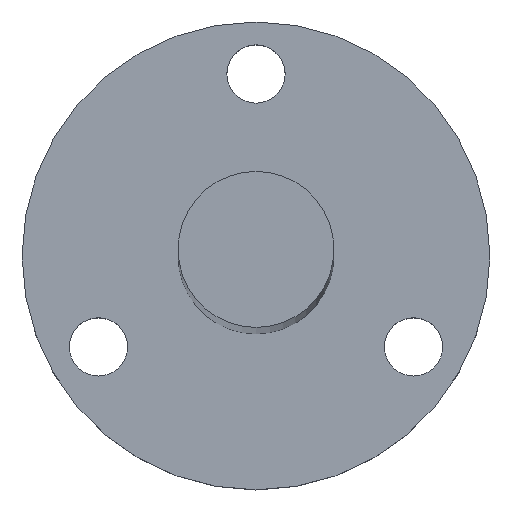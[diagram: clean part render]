
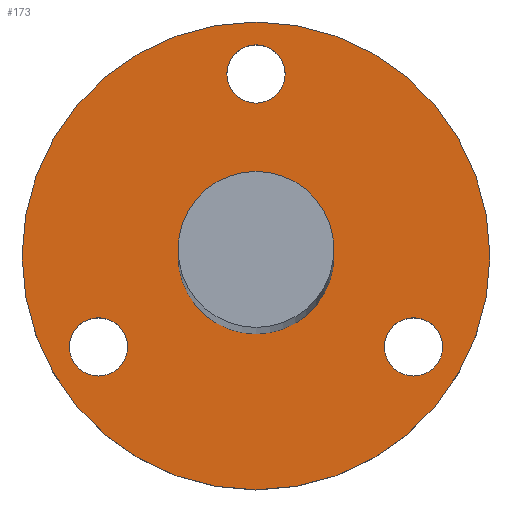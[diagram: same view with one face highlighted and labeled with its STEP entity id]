
A CAD part, top view. The second image highlights one B-rep face of the part: STEP entity #173.
In plain terms, the highlighted face is planar.
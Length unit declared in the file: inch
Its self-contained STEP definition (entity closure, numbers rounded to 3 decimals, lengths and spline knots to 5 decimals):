
#28=PLANE($,#205);
#41=FACE_BOUND($,#81,.T.);
#42=FACE_BOUND($,#82,.T.);
#43=FACE_BOUND($,#83,.T.);
#44=FACE_BOUND($,#84,.T.);
#56=FACE_OUTER_BOUND($,#80,.T.);
#80=EDGE_LOOP($,(#150));
#81=EDGE_LOOP($,(#151));
#82=EDGE_LOOP($,(#152));
#83=EDGE_LOOP($,(#153));
#84=EDGE_LOOP($,(#154));
#89=CIRCLE($,#189,0.07);
#91=CIRCLE($,#192,0.07);
#93=CIRCLE($,#195,0.07);
#95=CIRCLE($,#198,0.5625);
#97=CIRCLE($,#201,0.1875);
#103=VERTEX_POINT($,#286);
#105=VERTEX_POINT($,#291);
#107=VERTEX_POINT($,#296);
#109=VERTEX_POINT($,#301);
#111=VERTEX_POINT($,#306);
#117=EDGE_CURVE($,#103,#103,#89,.T.);
#119=EDGE_CURVE($,#105,#105,#91,.T.);
#121=EDGE_CURVE($,#107,#107,#93,.T.);
#123=EDGE_CURVE($,#109,#109,#95,.T.);
#125=EDGE_CURVE($,#111,#111,#97,.T.);
#150=ORIENTED_EDGE($,*,*,#123,.F.);
#151=ORIENTED_EDGE($,*,*,#125,.T.);
#152=ORIENTED_EDGE($,*,*,#117,.T.);
#153=ORIENTED_EDGE($,*,*,#119,.T.);
#154=ORIENTED_EDGE($,*,*,#121,.T.);
#173=ADVANCED_FACE($,(#56,#41,#42,#43,#44),#28,.T.);
#189=AXIS2_PLACEMENT_3D($,#287,#231,#232);
#192=AXIS2_PLACEMENT_3D($,#292,#237,#238);
#195=AXIS2_PLACEMENT_3D($,#297,#243,#244);
#198=AXIS2_PLACEMENT_3D($,#302,#249,#250);
#201=AXIS2_PLACEMENT_3D($,#307,#255,#256);
#205=AXIS2_PLACEMENT_3D($,#312,#263,#264);
#231=DIRECTION('center_axis',(0.,0.,1.));
#232=DIRECTION('ref_axis',(1.,0.,0.));
#237=DIRECTION('center_axis',(0.,0.,1.));
#238=DIRECTION('ref_axis',(1.,0.,0.));
#243=DIRECTION('center_axis',(0.,0.,1.));
#244=DIRECTION('ref_axis',(1.,0.,0.));
#249=DIRECTION('center_axis',(0.,0.,1.));
#250=DIRECTION('ref_axis',(1.,0.,0.));
#255=DIRECTION('center_axis',(0.,0.,1.));
#256=DIRECTION('ref_axis',(1.,0.,0.));
#263=DIRECTION('center_axis',(0.,0.,-1.));
#264=DIRECTION('ref_axis',(-1.,0.,0.));
#286=CARTESIAN_POINT('',(0.07,0.4375,0.));
#287=CARTESIAN_POINT('Origin',(0.,0.4375,0.));
#291=CARTESIAN_POINT('',(-0.30889,-0.21875,0.));
#292=CARTESIAN_POINT('Origin',(-0.37889,-0.21875,0.));
#296=CARTESIAN_POINT('',(0.44889,-0.21875,0.));
#297=CARTESIAN_POINT('Origin',(0.37889,-0.21875,0.));
#301=CARTESIAN_POINT('',(0.5625,0.,0.));
#302=CARTESIAN_POINT('Origin',(0.,0.,0.));
#306=CARTESIAN_POINT('',(0.1875,0.,0.));
#307=CARTESIAN_POINT('Origin',(0.,0.,0.));
#312=CARTESIAN_POINT('Origin',(0.,0.,0.));
